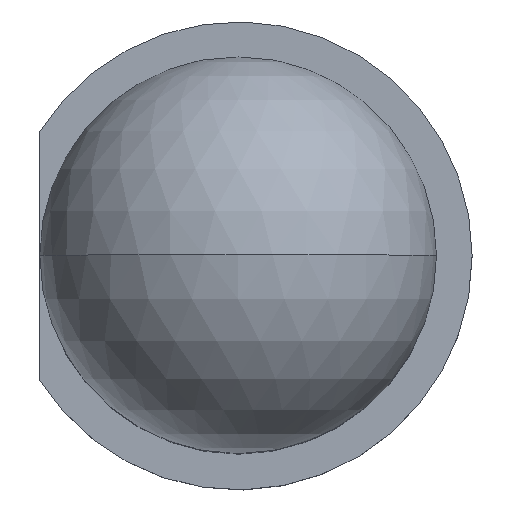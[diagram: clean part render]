
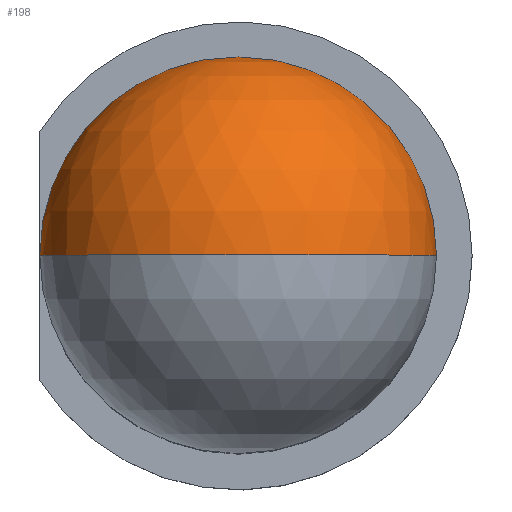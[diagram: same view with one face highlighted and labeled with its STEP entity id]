
A CAD part, top view. The second image highlights one B-rep face of the part: STEP entity #198.
In plain terms, the highlighted spherical face has radius 2.5 mm.
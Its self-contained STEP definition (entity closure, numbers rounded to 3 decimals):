
#28 = EDGE_CURVE ( 'NONE', #786, #749, #565, .T. ) ;
#74 = VERTEX_POINT ( 'NONE', #1497 ) ;
#83 = CARTESIAN_POINT ( 'NONE',  ( 0., 0., 6.1 ) ) ;
#112 = AXIS2_PLACEMENT_3D ( 'NONE', #1350, #1337, #1231 ) ;
#135 = AXIS2_PLACEMENT_3D ( 'NONE', #291, #308, #790 ) ;
#137 = EDGE_CURVE ( 'NONE', #74, #749, #665, .T. ) ;
#157 = DIRECTION ( 'NONE',  ( -1., 0., 0. ) ) ;
#162 = EDGE_CURVE ( 'NONE', #786, #74, #891, .T. ) ;
#198 = ADVANCED_FACE ( 'NONE', ( #1357 ), #667, .T. ) ;
#291 = CARTESIAN_POINT ( 'NONE',  ( 0., 0., 6.1 ) ) ;
#308 = DIRECTION ( 'NONE',  ( 0., -1., 0. ) ) ;
#394 = CARTESIAN_POINT ( 'NONE',  ( 0., 0., 6.1 ) ) ;
#494 = EDGE_LOOP ( 'NONE', ( #1106, #1102, #1271 ) ) ;
#532 = CARTESIAN_POINT ( 'NONE',  ( 2.5, 0., 6.1 ) ) ;
#551 = DIRECTION ( 'NONE',  ( 0., 0., 1. ) ) ;
#565 = CIRCLE ( 'NONE', #736, 2.5 ) ;
#575 = DIRECTION ( 'NONE',  ( 0., 1., 0. ) ) ;
#665 = CIRCLE ( 'NONE', #787, 2.5 ) ;
#667 = SPHERICAL_SURFACE ( 'NONE', #135, 2.5 ) ;
#736 = AXIS2_PLACEMENT_3D ( 'NONE', #83, #575, #551 ) ;
#749 = VERTEX_POINT ( 'NONE', #532 ) ;
#786 = VERTEX_POINT ( 'NONE', #1353 ) ;
#787 = AXIS2_PLACEMENT_3D ( 'NONE', #394, #865, #157 ) ;
#790 = DIRECTION ( 'NONE',  ( 1., 0., 0. ) ) ;
#865 = DIRECTION ( 'NONE',  ( 0., 0., -1. ) ) ;
#891 = CIRCLE ( 'NONE', #112, 2.5 ) ;
#1102 = ORIENTED_EDGE ( 'NONE', *, *, #28, .T. ) ;
#1106 = ORIENTED_EDGE ( 'NONE', *, *, #162, .F. ) ;
#1231 = DIRECTION ( 'NONE',  ( 1., 0., 0. ) ) ;
#1271 = ORIENTED_EDGE ( 'NONE', *, *, #137, .F. ) ;
#1337 = DIRECTION ( 'NONE',  ( 0., -1., 0. ) ) ;
#1350 = CARTESIAN_POINT ( 'NONE',  ( 0., 0., 6.1 ) ) ;
#1353 = CARTESIAN_POINT ( 'NONE',  ( 0., 0., 8.6 ) ) ;
#1357 = FACE_OUTER_BOUND ( 'NONE', #494, .T. ) ;
#1497 = CARTESIAN_POINT ( 'NONE',  ( -2.5, 0., 6.1 ) ) ;
